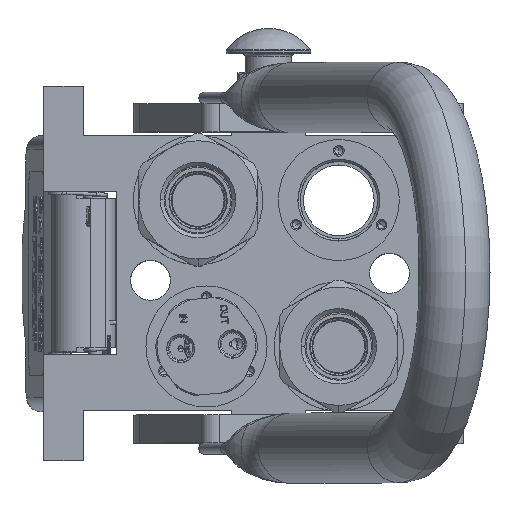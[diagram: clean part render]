
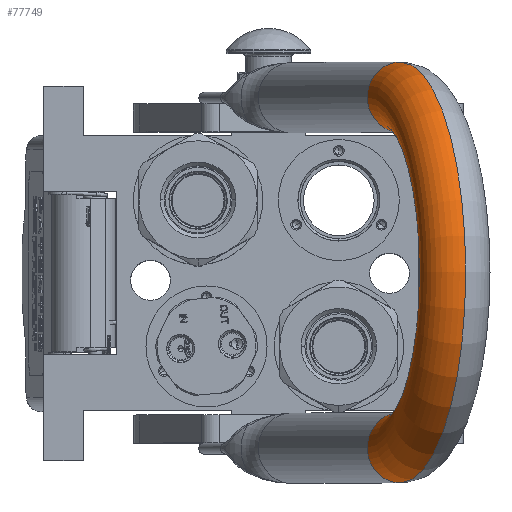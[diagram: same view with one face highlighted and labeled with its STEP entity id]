
A CAD part, top view. The second image highlights one B-rep face of the part: STEP entity #77749.
In plain terms, the highlighted toroidal (fillet/blend) face has major radius 62.25 mm and minor radius 12.5 mm.
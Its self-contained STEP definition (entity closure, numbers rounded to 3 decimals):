
#2264 = ORIENTED_EDGE ( 'NONE', *, *, #76097, .F. ) ;
#4687 = AXIS2_PLACEMENT_3D ( 'NONE', #5010, #38818, #140450 ) ;
#5010 = CARTESIAN_POINT ( 'NONE',  ( -62.25, 0., 125.25 ) ) ;
#5911 = EDGE_CURVE ( 'NONE', #128480, #16503, #63511, .T. ) ;
#6710 = CARTESIAN_POINT ( 'NONE',  ( 62.25, 0., 125.25 ) ) ;
#16503 = VERTEX_POINT ( 'NONE', #29929 ) ;
#20849 = DIRECTION ( 'NONE',  ( 0., 1., 0. ) ) ;
#23587 = TOROIDAL_SURFACE ( 'NONE', #142912, 62.25, 12.5 ) ;
#24657 = CIRCLE ( 'NONE', #66085, 74.75 ) ;
#25841 = CIRCLE ( 'NONE', #143517, 12.5 ) ;
#29929 = CARTESIAN_POINT ( 'NONE',  ( 49.75, 0., 125.25 ) ) ;
#34755 = CARTESIAN_POINT ( 'NONE',  ( 0., 0., 125.25 ) ) ;
#38818 = DIRECTION ( 'NONE',  ( 0., 0., 1. ) ) ;
#45635 = ORIENTED_EDGE ( 'NONE', *, *, #98871, .F. ) ;
#51430 = EDGE_CURVE ( 'NONE', #139908, #128480, #138302, .T. ) ;
#51919 = CARTESIAN_POINT ( 'NONE',  ( 74.75, 0., 125.25 ) ) ;
#52466 = DIRECTION ( 'NONE',  ( 0., 0., -1. ) ) ;
#52971 = DIRECTION ( 'NONE',  ( 1., 0., 0. ) ) ;
#63511 = CIRCLE ( 'NONE', #75548, 49.75 ) ;
#66085 = AXIS2_PLACEMENT_3D ( 'NONE', #113385, #20849, #100528 ) ;
#69549 = DIRECTION ( 'NONE',  ( 0., 1., 0. ) ) ;
#75548 = AXIS2_PLACEMENT_3D ( 'NONE', #34755, #69549, #78605 ) ;
#76097 = EDGE_CURVE ( 'NONE', #112650, #16503, #25841, .T. ) ;
#77749 = ADVANCED_FACE ( 'NONE', ( #121519 ), #23587, .T. ) ;
#78605 = DIRECTION ( 'NONE',  ( -1., 0., 0. ) ) ;
#98871 = EDGE_CURVE ( 'NONE', #139908, #112650, #24657, .T. ) ;
#100528 = DIRECTION ( 'NONE',  ( -1., 0., 0. ) ) ;
#100680 = ORIENTED_EDGE ( 'NONE', *, *, #51430, .T. ) ;
#111964 = ORIENTED_EDGE ( 'NONE', *, *, #5911, .T. ) ;
#112650 = VERTEX_POINT ( 'NONE', #51919 ) ;
#113385 = CARTESIAN_POINT ( 'NONE',  ( 0., 0., 125.25 ) ) ;
#117605 = CARTESIAN_POINT ( 'NONE',  ( 0., 0., 125.25 ) ) ;
#121519 = FACE_OUTER_BOUND ( 'NONE', #143568, .T. ) ;
#124008 = CARTESIAN_POINT ( 'NONE',  ( -74.75, 0., 125.25 ) ) ;
#128480 = VERTEX_POINT ( 'NONE', #135430 ) ;
#130515 = DIRECTION ( 'NONE',  ( 0., 1., 0. ) ) ;
#135430 = CARTESIAN_POINT ( 'NONE',  ( -49.75, 0., 125.25 ) ) ;
#138302 = CIRCLE ( 'NONE', #4687, 12.5 ) ;
#139908 = VERTEX_POINT ( 'NONE', #124008 ) ;
#140450 = DIRECTION ( 'NONE',  ( -1., 0., 0. ) ) ;
#141461 = DIRECTION ( 'NONE',  ( 1., 0., 0. ) ) ;
#142912 = AXIS2_PLACEMENT_3D ( 'NONE', #117605, #130515, #141461 ) ;
#143517 = AXIS2_PLACEMENT_3D ( 'NONE', #6710, #52466, #52971 ) ;
#143568 = EDGE_LOOP ( 'NONE', ( #111964, #2264, #45635, #100680 ) ) ;
